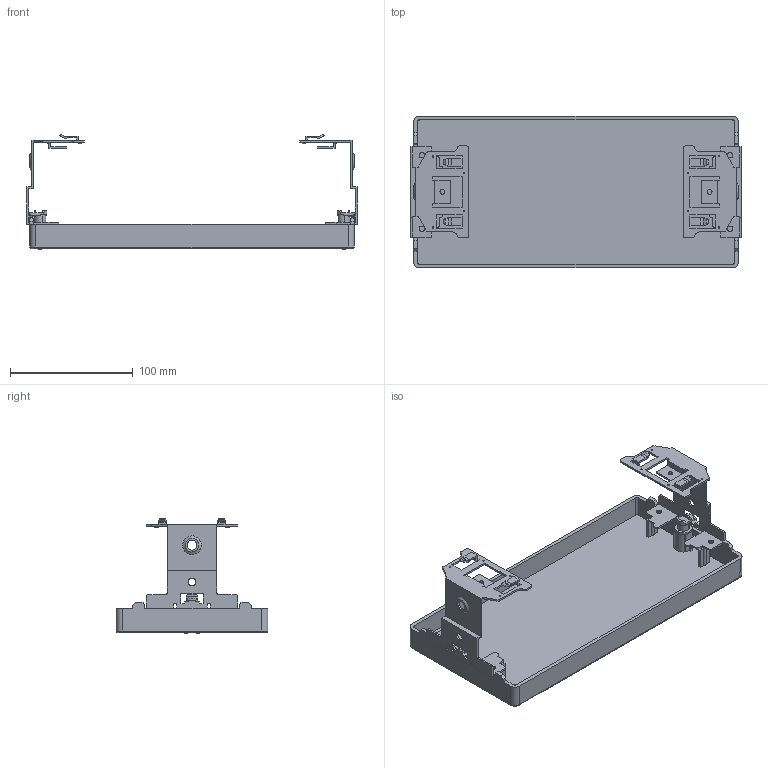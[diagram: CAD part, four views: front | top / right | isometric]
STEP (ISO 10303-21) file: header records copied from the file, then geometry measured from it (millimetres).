
FILE_DESCRIPTION((''),'2;1');
FILE_NAME('GW46425F_ASM','2021-04-09T10:08:01',('User'),('Axiro Italia'),'CREO PARAMETRIC BY PTC INC, 2020354','CREO PARAMETRIC BY PTC INC, 2020354','');
FILE_SCHEMA(('CONFIG_CONTROL_DESIGN'));
Length unit declared in the file: millimetre
Products named in the file (4): 55710636D2XX_MOSTRINA_CIECA_PER; PARTBODY_2-52983; STAFFE_ASM; GW46425F_ASM
Assembly tree (4 placements, depth 3):
  GW46425F_ASM
    55710636D2XX_MOSTRINA_CIECA_PER
    STAFFE_ASM
      PARTBODY_2-52983  x2
Bounding box: 269.99 x 124 x 93.37 mm (x, y, z)
Volume: 165246.6 mm3; surface area: 127206.6 mm2
Topology: 3 solids, 3 shells, 582 faces, 1582 edges, 1042 vertices
Faces by surface type: plane 360, cylinder 176, cone 26, bspline 20
Entity records: 14281 total; most frequent: CARTESIAN_POINT 3714, ORIENTED_EDGE 2260, DIRECTION 2061, EDGE_CURVE 1130, VECTOR 751, LINE 751, VERTEX_POINT 746, AXIS2_PLACEMENT_3D 655
